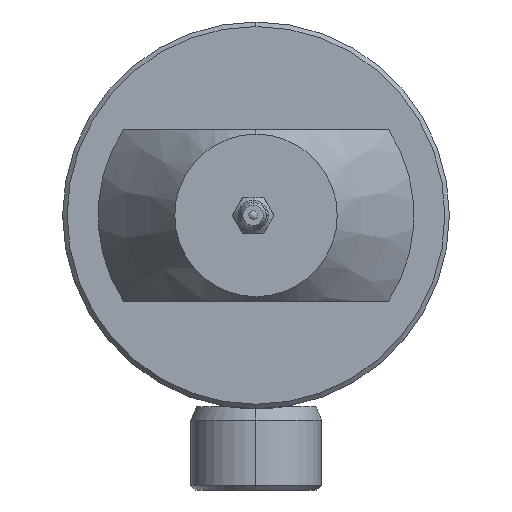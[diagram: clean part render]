
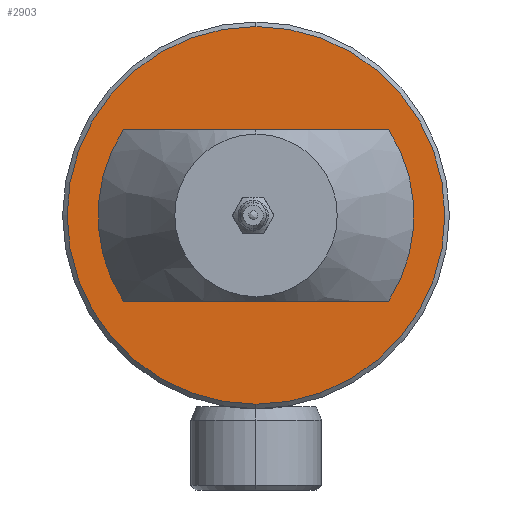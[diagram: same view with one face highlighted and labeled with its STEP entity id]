
A CAD part, left-side view. The second image highlights one B-rep face of the part: STEP entity #2903.
In plain terms, the highlighted planar face has unit normal (-1, 0, 0).
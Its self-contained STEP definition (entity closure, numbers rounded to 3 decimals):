
#17 = FACE_BOUND ( 'NONE', #544, .T. ) ;
#65 = ORIENTED_EDGE ( 'NONE', *, *, #1362, .T. ) ;
#155 = EDGE_CURVE ( 'NONE', #5074, #1419, #4282, .T. ) ;
#544 = EDGE_LOOP ( 'NONE', ( #1124, #65, #1857, #3706 ) ) ;
#595 = CIRCLE ( 'NONE', #4658, 41.85 ) ;
#632 = DIRECTION ( 'NONE',  ( 1., 0., 0. ) ) ;
#719 = EDGE_LOOP ( 'NONE', ( #3216, #1346 ) ) ;
#798 = DIRECTION ( 'NONE',  ( 0., 0., -1. ) ) ;
#893 = AXIS2_PLACEMENT_3D ( 'NONE', #5112, #6026, #2785 ) ;
#1098 = LINE ( 'NONE', #1705, #5567 ) ;
#1124 = ORIENTED_EDGE ( 'NONE', *, *, #155, .F. ) ;
#1337 = CARTESIAN_POINT ( 'NONE',  ( 74., 0., 0. ) ) ;
#1346 = ORIENTED_EDGE ( 'NONE', *, *, #1524, .T. ) ;
#1362 = EDGE_CURVE ( 'NONE', #5074, #3312, #1789, .T. ) ;
#1377 = CIRCLE ( 'NONE', #893, 35. ) ;
#1419 = VERTEX_POINT ( 'NONE', #1945 ) ;
#1432 = CARTESIAN_POINT ( 'NONE',  ( 74., 0., -41.85 ) ) ;
#1463 = AXIS2_PLACEMENT_3D ( 'NONE', #3002, #632, #5372 ) ;
#1524 = EDGE_CURVE ( 'NONE', #2754, #2208, #5524, .T. ) ;
#1544 = FACE_OUTER_BOUND ( 'NONE', #719, .T. ) ;
#1705 = CARTESIAN_POINT ( 'NONE',  ( 74., 63.605, 19. ) ) ;
#1789 = LINE ( 'NONE', #4546, #4413 ) ;
#1810 = DIRECTION ( 'NONE',  ( -1., 0., 0. ) ) ;
#1857 = ORIENTED_EDGE ( 'NONE', *, *, #5559, .F. ) ;
#1945 = CARTESIAN_POINT ( 'NONE',  ( 74., -29.394, 19. ) ) ;
#2208 = VERTEX_POINT ( 'NONE', #1432 ) ;
#2456 = VERTEX_POINT ( 'NONE', #4953 ) ;
#2502 = PLANE ( 'NONE',  #1463 ) ;
#2754 = VERTEX_POINT ( 'NONE', #4825 ) ;
#2785 = DIRECTION ( 'NONE',  ( 0., 0., 1. ) ) ;
#2903 = ADVANCED_FACE ( 'NONE', ( #1544, #17 ), #2502, .F. ) ;
#3002 = CARTESIAN_POINT ( 'NONE',  ( 74., 35., 0. ) ) ;
#3095 = EDGE_CURVE ( 'NONE', #2208, #2754, #595, .T. ) ;
#3194 = DIRECTION ( 'NONE',  ( -1., 0., 0. ) ) ;
#3216 = ORIENTED_EDGE ( 'NONE', *, *, #3095, .T. ) ;
#3312 = VERTEX_POINT ( 'NONE', #3718 ) ;
#3499 = AXIS2_PLACEMENT_3D ( 'NONE', #1337, #1810, #5152 ) ;
#3706 = ORIENTED_EDGE ( 'NONE', *, *, #3861, .T. ) ;
#3718 = CARTESIAN_POINT ( 'NONE',  ( 74., 29.394, -19. ) ) ;
#3861 = EDGE_CURVE ( 'NONE', #2456, #1419, #1098, .T. ) ;
#4262 = AXIS2_PLACEMENT_3D ( 'NONE', #4533, #4497, #5494 ) ;
#4282 = CIRCLE ( 'NONE', #4262, 35. ) ;
#4413 = VECTOR ( 'NONE', #5048, 1000. ) ;
#4497 = DIRECTION ( 'NONE',  ( -1., 0., 0. ) ) ;
#4533 = CARTESIAN_POINT ( 'NONE',  ( 74., 0., 0. ) ) ;
#4546 = CARTESIAN_POINT ( 'NONE',  ( 74., 63.605, -19. ) ) ;
#4658 = AXIS2_PLACEMENT_3D ( 'NONE', #5949, #3194, #798 ) ;
#4825 = CARTESIAN_POINT ( 'NONE',  ( 74., 0., 41.85 ) ) ;
#4953 = CARTESIAN_POINT ( 'NONE',  ( 74., 29.394, 19. ) ) ;
#5048 = DIRECTION ( 'NONE',  ( 0., 1., 0. ) ) ;
#5066 = DIRECTION ( 'NONE',  ( 0., -1., 0. ) ) ;
#5074 = VERTEX_POINT ( 'NONE', #5992 ) ;
#5112 = CARTESIAN_POINT ( 'NONE',  ( 74., 0., 0. ) ) ;
#5152 = DIRECTION ( 'NONE',  ( 0., 0., -1. ) ) ;
#5372 = DIRECTION ( 'NONE',  ( 0., 0., -1. ) ) ;
#5494 = DIRECTION ( 'NONE',  ( 0., 0., 1. ) ) ;
#5524 = CIRCLE ( 'NONE', #3499, 41.85 ) ;
#5559 = EDGE_CURVE ( 'NONE', #2456, #3312, #1377, .T. ) ;
#5567 = VECTOR ( 'NONE', #5066, 1000. ) ;
#5949 = CARTESIAN_POINT ( 'NONE',  ( 74., 0., 0. ) ) ;
#5992 = CARTESIAN_POINT ( 'NONE',  ( 74., -29.394, -19. ) ) ;
#6026 = DIRECTION ( 'NONE',  ( -1., 0., 0. ) ) ;
